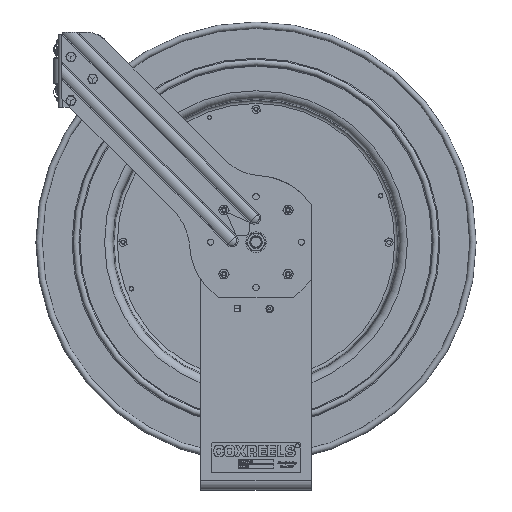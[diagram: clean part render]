
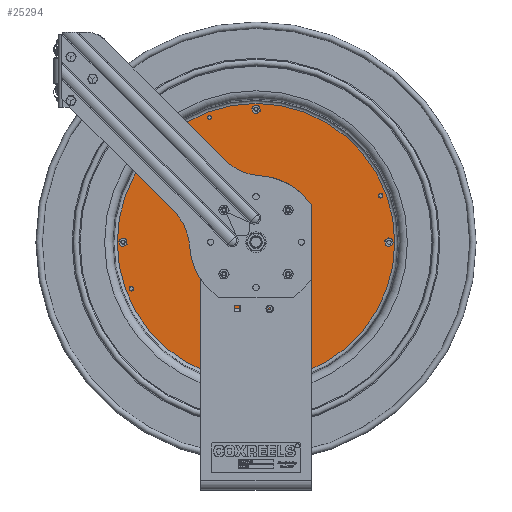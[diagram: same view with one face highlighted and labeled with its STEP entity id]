
A CAD part, top view. The second image highlights one B-rep face of the part: STEP entity #25294.
In plain terms, the highlighted planar face has unit normal (0, 0, 1).
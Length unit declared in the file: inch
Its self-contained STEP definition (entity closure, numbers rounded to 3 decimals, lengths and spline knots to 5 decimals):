
#25121=CARTESIAN_POINT('',(-3.78208,-0.01,-2.9625));
#25122=DIRECTION('',(0.0,0.0,1.0));
#25123=DIRECTION('',(0.0,1.0,0.0));
#25124=AXIS2_PLACEMENT_3D('',#25121,#25122,#25123);
#25125=PLANE('',#25124);
#25126=CARTESIAN_POINT('',(-7.56417,-0.01,-2.9625));
#25127=VERTEX_POINT('',#25126);
#25128=CARTESIAN_POINT('',(0.,-0.01,-2.9625));
#25129=DIRECTION('',(0.0,0.0,-1.0));
#25130=DIRECTION('',(-1.0,0.0,0.0));
#25131=AXIS2_PLACEMENT_3D('',#25128,#25129,#25130);
#25132=CIRCLE('',#25131,7.56417);
#25133=EDGE_CURVE('',#25127,#25127,#25132,.T.);
#25134=ORIENTED_EDGE('',*,*,#25133,.F.);
#25135=EDGE_LOOP('',(#25134));
#25136=FACE_OUTER_BOUND('',#25135,.T.);
#25137=CARTESIAN_POINT('',(0.155,-7.26,-2.9625));
#25138=VERTEX_POINT('',#25137);
#25139=CARTESIAN_POINT('',(0.,-7.26,-2.9625));
#25140=DIRECTION('',(0.0,0.0,-1.0));
#25141=DIRECTION('',(-1.0,0.0,0.0));
#25142=AXIS2_PLACEMENT_3D('',#25139,#25140,#25141);
#25143=CIRCLE('',#25142,0.155);
#25144=EDGE_CURVE('',#25138,#25138,#25143,.T.);
#25145=ORIENTED_EDGE('',*,*,#25144,.T.);
#25146=EDGE_LOOP('',(#25145));
#25147=FACE_BOUND('',#25146,.T.);
#25148=CARTESIAN_POINT('',(-7.25,-0.165,-2.9625));
#25149=VERTEX_POINT('',#25148);
#25150=CARTESIAN_POINT('',(-7.25,-0.01,-2.9625));
#25151=DIRECTION('',(0.0,0.0,-1.0));
#25152=DIRECTION('',(0.0,1.0,0.0));
#25153=AXIS2_PLACEMENT_3D('',#25150,#25151,#25152);
#25154=CIRCLE('',#25153,0.155);
#25155=EDGE_CURVE('',#25149,#25149,#25154,.T.);
#25156=ORIENTED_EDGE('',*,*,#25155,.T.);
#25157=EDGE_LOOP('',(#25156));
#25158=FACE_BOUND('',#25157,.T.);
#25159=CARTESIAN_POINT('',(7.25,0.145,-2.9625));
#25160=VERTEX_POINT('',#25159);
#25161=CARTESIAN_POINT('',(7.25,-0.01,-2.9625));
#25162=DIRECTION('',(0.0,0.0,-1.0));
#25163=DIRECTION('',(0.0,-1.0,0.0));
#25164=AXIS2_PLACEMENT_3D('',#25161,#25162,#25163);
#25165=CIRCLE('',#25164,0.155);
#25166=EDGE_CURVE('',#25160,#25160,#25165,.T.);
#25167=ORIENTED_EDGE('',*,*,#25166,.T.);
#25168=EDGE_LOOP('',(#25167));
#25169=FACE_BOUND('',#25168,.T.);
#25170=CARTESIAN_POINT('',(-0.155,7.24,-2.9625));
#25171=VERTEX_POINT('',#25170);
#25172=CARTESIAN_POINT('',(0.,7.24,-2.9625));
#25173=DIRECTION('',(0.0,0.0,-1.0));
#25174=DIRECTION('',(1.0,0.0,0.0));
#25175=AXIS2_PLACEMENT_3D('',#25172,#25173,#25174);
#25176=CIRCLE('',#25175,0.155);
#25177=EDGE_CURVE('',#25171,#25171,#25176,.T.);
#25178=ORIENTED_EDGE('',*,*,#25177,.T.);
#25179=EDGE_LOOP('',(#25178));
#25180=FACE_BOUND('',#25179,.T.);
#25181=CARTESIAN_POINT('',(1.38154,-1.019,-2.9625));
#25182=VERTEX_POINT('',#25181);
#25183=CARTESIAN_POINT('',(1.38154,-0.751,-2.9625));
#25184=VERTEX_POINT('',#25183);
#25185=CARTESIAN_POINT('',(1.38154,-1.019,-2.9625));
#25186=DIRECTION('',(0.0,1.0,0.0));
#25187=VECTOR('',#25186,0.268);
#25188=LINE('',#25185,#25187);
#25189=EDGE_CURVE('',#25182,#25184,#25188,.T.);
#25190=ORIENTED_EDGE('',*,*,#25189,.T.);
#25191=CARTESIAN_POINT('',(1.64954,-0.751,-2.9625));
#25192=VERTEX_POINT('',#25191);
#25193=CARTESIAN_POINT('',(1.38154,-0.751,-2.9625));
#25194=DIRECTION('',(1.0,0.0,0.0));
#25195=VECTOR('',#25194,0.268);
#25196=LINE('',#25193,#25195);
#25197=EDGE_CURVE('',#25184,#25192,#25196,.T.);
#25198=ORIENTED_EDGE('',*,*,#25197,.T.);
#25199=CARTESIAN_POINT('',(1.64954,-1.019,-2.9625));
#25200=VERTEX_POINT('',#25199);
#25201=CARTESIAN_POINT('',(1.64954,-0.751,-2.9625));
#25202=DIRECTION('',(0.0,-1.0,0.0));
#25203=VECTOR('',#25202,0.268);
#25204=LINE('',#25201,#25203);
#25205=EDGE_CURVE('',#25192,#25200,#25204,.T.);
#25206=ORIENTED_EDGE('',*,*,#25205,.T.);
#25207=CARTESIAN_POINT('',(1.64954,-1.019,-2.9625));
#25208=DIRECTION('',(-1.0,0.0,0.0));
#25209=VECTOR('',#25208,0.268);
#25210=LINE('',#25207,#25209);
#25211=EDGE_CURVE('',#25200,#25182,#25210,.T.);
#25212=ORIENTED_EDGE('',*,*,#25211,.T.);
#25213=EDGE_LOOP('',(#25190,#25198,#25206,#25212));
#25214=FACE_BOUND('',#25213,.T.);
#25215=CARTESIAN_POINT('',(0.134,1.606,-2.9625));
#25216=VERTEX_POINT('',#25215);
#25217=CARTESIAN_POINT('',(-0.134,1.606,-2.9625));
#25218=VERTEX_POINT('',#25217);
#25219=CARTESIAN_POINT('',(0.134,1.606,-2.9625));
#25220=DIRECTION('',(-1.0,0.0,0.0));
#25221=VECTOR('',#25220,0.268);
#25222=LINE('',#25219,#25221);
#25223=EDGE_CURVE('',#25216,#25218,#25222,.T.);
#25224=ORIENTED_EDGE('',*,*,#25223,.T.);
#25225=CARTESIAN_POINT('',(-0.134,1.874,-2.9625));
#25226=VERTEX_POINT('',#25225);
#25227=CARTESIAN_POINT('',(-0.134,1.606,-2.9625));
#25228=DIRECTION('',(0.0,1.0,0.0));
#25229=VECTOR('',#25228,0.268);
#25230=LINE('',#25227,#25229);
#25231=EDGE_CURVE('',#25218,#25226,#25230,.T.);
#25232=ORIENTED_EDGE('',*,*,#25231,.T.);
#25233=CARTESIAN_POINT('',(0.134,1.874,-2.9625));
#25234=VERTEX_POINT('',#25233);
#25235=CARTESIAN_POINT('',(-0.134,1.874,-2.9625));
#25236=DIRECTION('',(1.0,0.0,0.0));
#25237=VECTOR('',#25236,0.268);
#25238=LINE('',#25235,#25237);
#25239=EDGE_CURVE('',#25226,#25234,#25238,.T.);
#25240=ORIENTED_EDGE('',*,*,#25239,.T.);
#25241=CARTESIAN_POINT('',(0.134,1.874,-2.9625));
#25242=DIRECTION('',(0.0,-1.0,0.0));
#25243=VECTOR('',#25242,0.268);
#25244=LINE('',#25241,#25243);
#25245=EDGE_CURVE('',#25234,#25216,#25244,.T.);
#25246=ORIENTED_EDGE('',*,*,#25245,.T.);
#25247=EDGE_LOOP('',(#25224,#25232,#25240,#25246));
#25248=FACE_BOUND('',#25247,.T.);
#25249=CARTESIAN_POINT('',(-1.64954,-1.019,-2.9625));
#25250=VERTEX_POINT('',#25249);
#25251=CARTESIAN_POINT('',(-1.64954,-0.751,-2.9625));
#25252=VERTEX_POINT('',#25251);
#25253=CARTESIAN_POINT('',(-1.64954,-1.019,-2.9625));
#25254=DIRECTION('',(0.0,1.0,0.0));
#25255=VECTOR('',#25254,0.268);
#25256=LINE('',#25253,#25255);
#25257=EDGE_CURVE('',#25250,#25252,#25256,.T.);
#25258=ORIENTED_EDGE('',*,*,#25257,.T.);
#25259=CARTESIAN_POINT('',(-1.38154,-0.751,-2.9625));
#25260=VERTEX_POINT('',#25259);
#25261=CARTESIAN_POINT('',(-1.64954,-0.751,-2.9625));
#25262=DIRECTION('',(1.0,0.0,0.0));
#25263=VECTOR('',#25262,0.268);
#25264=LINE('',#25261,#25263);
#25265=EDGE_CURVE('',#25252,#25260,#25264,.T.);
#25266=ORIENTED_EDGE('',*,*,#25265,.T.);
#25267=CARTESIAN_POINT('',(-1.38154,-1.019,-2.9625));
#25268=VERTEX_POINT('',#25267);
#25269=CARTESIAN_POINT('',(-1.38154,-0.751,-2.9625));
#25270=DIRECTION('',(0.0,-1.0,0.0));
#25271=VECTOR('',#25270,0.268);
#25272=LINE('',#25269,#25271);
#25273=EDGE_CURVE('',#25260,#25268,#25272,.T.);
#25274=ORIENTED_EDGE('',*,*,#25273,.T.);
#25275=CARTESIAN_POINT('',(-1.38154,-1.019,-2.9625));
#25276=DIRECTION('',(-1.0,0.0,0.0));
#25277=VECTOR('',#25276,0.268);
#25278=LINE('',#25275,#25277);
#25279=EDGE_CURVE('',#25268,#25250,#25278,.T.);
#25280=ORIENTED_EDGE('',*,*,#25279,.T.);
#25281=EDGE_LOOP('',(#25258,#25266,#25274,#25280));
#25282=FACE_BOUND('',#25281,.T.);
#25283=CARTESIAN_POINT('',(-0.94,-0.01,-2.9625));
#25284=VERTEX_POINT('',#25283);
#25285=CARTESIAN_POINT('',(0.,-0.01,-2.9625));
#25286=DIRECTION('',(0.0,0.0,-1.0));
#25287=DIRECTION('',(1.0,0.0,0.0));
#25288=AXIS2_PLACEMENT_3D('',#25285,#25286,#25287);
#25289=CIRCLE('',#25288,0.94);
#25290=EDGE_CURVE('',#25284,#25284,#25289,.T.);
#25291=ORIENTED_EDGE('',*,*,#25290,.T.);
#25292=EDGE_LOOP('',(#25291));
#25293=FACE_BOUND('',#25292,.T.);
#25294=ADVANCED_FACE('',(#25136,#25147,#25158,#25169,#25180,#25214,#25248,#25282,#25293),#25125,.T.);
